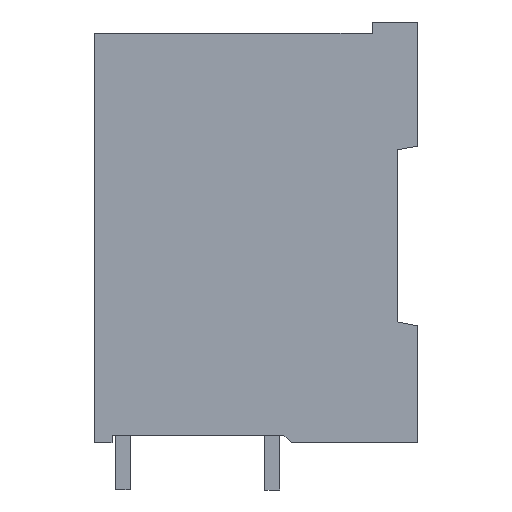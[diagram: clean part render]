
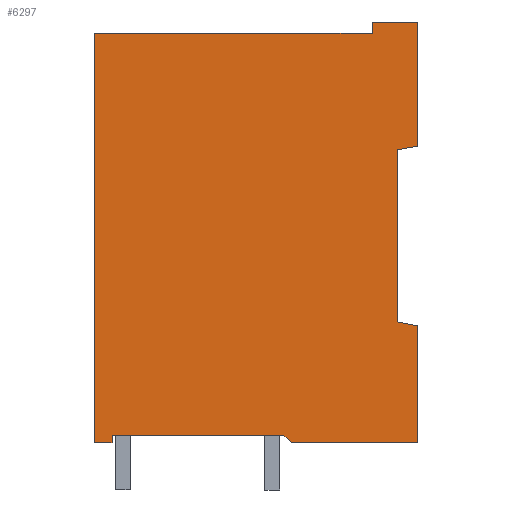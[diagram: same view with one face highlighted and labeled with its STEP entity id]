
A CAD part, left-side view. The second image highlights one B-rep face of the part: STEP entity #6297.
In plain terms, the highlighted planar face has unit normal (-1, 0, 0).
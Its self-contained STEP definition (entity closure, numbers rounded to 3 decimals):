
#6217=AXIS2_PLACEMENT_3D('Plane Axis2P3D',#6214,#6215,#6216) ;
#2757=CARTESIAN_POINT('Line Origine',(0.,0.7,23.277)) ;
#2761=CARTESIAN_POINT('Vertex',(0.,1.4,23.153)) ;
#2763=CARTESIAN_POINT('Vertex',(0.,0.,23.4)) ;
#4157=CARTESIAN_POINT('Line Origine',(0.,21.4,3.2)) ;
#4161=CARTESIAN_POINT('Vertex',(0.,22.,3.2)) ;
#4163=CARTESIAN_POINT('Vertex',(0.,20.8,3.2)) ;
#4208=CARTESIAN_POINT('Vertex',(0.,20.8,3.7)) ;
#4211=CARTESIAN_POINT('Line Origine',(0.,20.8,3.45)) ;
#4223=CARTESIAN_POINT('Line Origine',(0.,4.3,3.2)) ;
#4227=CARTESIAN_POINT('Vertex',(0.,8.6,3.2)) ;
#4229=CARTESIAN_POINT('Vertex',(0.,0.,3.2)) ;
#6214=CARTESIAN_POINT('Axis2P3D Location',(0.,22.,0.)) ;
#6219=CARTESIAN_POINT('Line Origine',(0.,11.,3.7)) ;
#6223=CARTESIAN_POINT('Vertex',(0.,9.1,3.7)) ;
#6227=CARTESIAN_POINT('Control Point',(0.,9.1,3.7)) ;
#6228=CARTESIAN_POINT('Control Point',(0.,8.6,3.2)) ;
#6230=CARTESIAN_POINT('Line Origine',(0.,0.,17.525)) ;
#6234=CARTESIAN_POINT('Vertex',(0.,0.,11.17)) ;
#6238=CARTESIAN_POINT('Control Point',(0.,0.,11.17)) ;
#6239=CARTESIAN_POINT('Control Point',(0.,1.4,11.439)) ;
#6240=CARTESIAN_POINT('Vertex',(0.,1.4,11.439)) ;
#6243=CARTESIAN_POINT('Line Origine',(0.,1.4,17.525)) ;
#6248=CARTESIAN_POINT('Line Origine',(0.,0.,17.525)) ;
#6252=CARTESIAN_POINT('Vertex',(0.,0.,31.85)) ;
#6255=CARTESIAN_POINT('Line Origine',(0.,11.,31.85)) ;
#6259=CARTESIAN_POINT('Vertex',(0.,3.1,31.85)) ;
#6262=CARTESIAN_POINT('Line Origine',(0.,3.1,17.525)) ;
#6266=CARTESIAN_POINT('Vertex',(0.,3.1,31.08)) ;
#6269=CARTESIAN_POINT('Line Origine',(0.,11.,31.08)) ;
#6273=CARTESIAN_POINT('Vertex',(0.,22.,31.08)) ;
#6276=CARTESIAN_POINT('Line Origine',(0.,22.,17.525)) ;
#2758=DIRECTION('Vector Direction',(0.,-0.985,0.174)) ;
#4158=DIRECTION('Vector Direction',(0.,-1.,0.)) ;
#4212=DIRECTION('Vector Direction',(0.,0.,-1.)) ;
#4224=DIRECTION('Vector Direction',(0.,-1.,0.)) ;
#6215=DIRECTION('Axis2P3D Direction',(-1.,0.,0.)) ;
#6216=DIRECTION('Axis2P3D XDirection',(0.,-1.,0.)) ;
#6220=DIRECTION('Vector Direction',(0.,-1.,0.)) ;
#6231=DIRECTION('Vector Direction',(0.,0.,1.)) ;
#6244=DIRECTION('Vector Direction',(0.,0.,1.)) ;
#6249=DIRECTION('Vector Direction',(0.,0.,1.)) ;
#6256=DIRECTION('Vector Direction',(0.,-1.,0.)) ;
#6263=DIRECTION('Vector Direction',(0.,0.,1.)) ;
#6270=DIRECTION('Vector Direction',(0.,-1.,0.)) ;
#6277=DIRECTION('Vector Direction',(0.,0.,1.)) ;
#2759=VECTOR('Line Direction',#2758,1.) ;
#4159=VECTOR('Line Direction',#4158,1.) ;
#4213=VECTOR('Line Direction',#4212,1.) ;
#4225=VECTOR('Line Direction',#4224,1.) ;
#6221=VECTOR('Line Direction',#6220,1.) ;
#6232=VECTOR('Line Direction',#6231,1.) ;
#6245=VECTOR('Line Direction',#6244,1.) ;
#6250=VECTOR('Line Direction',#6249,1.) ;
#6257=VECTOR('Line Direction',#6256,1.) ;
#6264=VECTOR('Line Direction',#6263,1.) ;
#6271=VECTOR('Line Direction',#6270,1.) ;
#6278=VECTOR('Line Direction',#6277,1.) ;
#6282=ORIENTED_EDGE('',*,*,#4165,.T.) ;
#6283=ORIENTED_EDGE('',*,*,#4215,.F.) ;
#6284=ORIENTED_EDGE('',*,*,#6225,.T.) ;
#6285=ORIENTED_EDGE('',*,*,#6229,.T.) ;
#6286=ORIENTED_EDGE('',*,*,#4231,.T.) ;
#6287=ORIENTED_EDGE('',*,*,#6236,.T.) ;
#6288=ORIENTED_EDGE('',*,*,#6242,.T.) ;
#6289=ORIENTED_EDGE('',*,*,#6247,.T.) ;
#6290=ORIENTED_EDGE('',*,*,#2765,.T.) ;
#6291=ORIENTED_EDGE('',*,*,#6254,.T.) ;
#6292=ORIENTED_EDGE('',*,*,#6261,.T.) ;
#6293=ORIENTED_EDGE('',*,*,#6268,.T.) ;
#6294=ORIENTED_EDGE('',*,*,#6275,.T.) ;
#6295=ORIENTED_EDGE('',*,*,#6280,.T.) ;
#6297=ADVANCED_FACE('Model',(#6296),#6218,.T.) ;
#6226=B_SPLINE_CURVE_WITH_KNOTS('',1,(#6227,#6228),.UNSPECIFIED.,.F.,.U.,(2,2),(-0.354,0.354),.UNSPECIFIED.) ;
#6237=B_SPLINE_CURVE_WITH_KNOTS('',1,(#6238,#6239),.UNSPECIFIED.,.F.,.U.,(2,2),(-0.713,0.713),.UNSPECIFIED.) ;
#2765=EDGE_CURVE('',#2762,#2764,#2760,.T.) ;
#4165=EDGE_CURVE('',#4162,#4164,#4160,.T.) ;
#4215=EDGE_CURVE('',#4209,#4164,#4214,.T.) ;
#4231=EDGE_CURVE('',#4228,#4230,#4226,.T.) ;
#6225=EDGE_CURVE('',#4209,#6224,#6222,.T.) ;
#6229=EDGE_CURVE('',#6224,#4228,#6226,.T.) ;
#6236=EDGE_CURVE('',#4230,#6235,#6233,.T.) ;
#6242=EDGE_CURVE('',#6235,#6241,#6237,.T.) ;
#6247=EDGE_CURVE('',#6241,#2762,#6246,.T.) ;
#6254=EDGE_CURVE('',#2764,#6253,#6251,.T.) ;
#6261=EDGE_CURVE('',#6253,#6260,#6258,.F.) ;
#6268=EDGE_CURVE('',#6260,#6267,#6265,.F.) ;
#6275=EDGE_CURVE('',#6267,#6274,#6272,.F.) ;
#6280=EDGE_CURVE('',#6274,#4162,#6279,.F.) ;
#6281=EDGE_LOOP('',(#6282,#6283,#6284,#6285,#6286,#6287,#6288,#6289,#6290,#6291,#6292,#6293,#6294,#6295)) ;
#6296=FACE_OUTER_BOUND('',#6281,.T.) ;
#2760=LINE('Line',#2757,#2759) ;
#4160=LINE('Line',#4157,#4159) ;
#4214=LINE('Line',#4211,#4213) ;
#4226=LINE('Line',#4223,#4225) ;
#6222=LINE('Line',#6219,#6221) ;
#6233=LINE('Line',#6230,#6232) ;
#6246=LINE('Line',#6243,#6245) ;
#6251=LINE('Line',#6248,#6250) ;
#6258=LINE('Line',#6255,#6257) ;
#6265=LINE('Line',#6262,#6264) ;
#6272=LINE('Line',#6269,#6271) ;
#6279=LINE('Line',#6276,#6278) ;
#6218=PLANE('',#6217) ;
#2762=VERTEX_POINT('',#2761) ;
#2764=VERTEX_POINT('',#2763) ;
#4162=VERTEX_POINT('',#4161) ;
#4164=VERTEX_POINT('',#4163) ;
#4209=VERTEX_POINT('',#4208) ;
#4228=VERTEX_POINT('',#4227) ;
#4230=VERTEX_POINT('',#4229) ;
#6224=VERTEX_POINT('',#6223) ;
#6235=VERTEX_POINT('',#6234) ;
#6241=VERTEX_POINT('',#6240) ;
#6253=VERTEX_POINT('',#6252) ;
#6260=VERTEX_POINT('',#6259) ;
#6267=VERTEX_POINT('',#6266) ;
#6274=VERTEX_POINT('',#6273) ;
